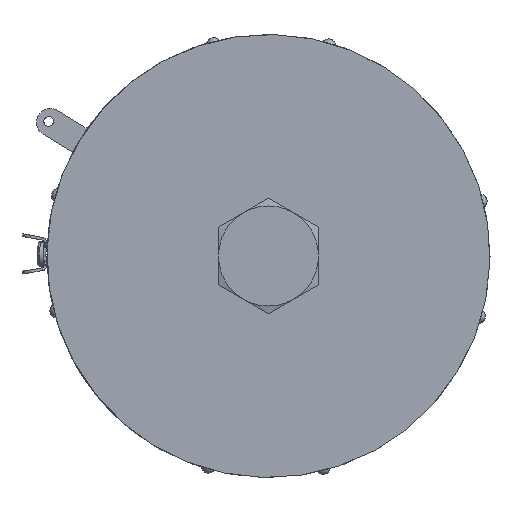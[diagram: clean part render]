
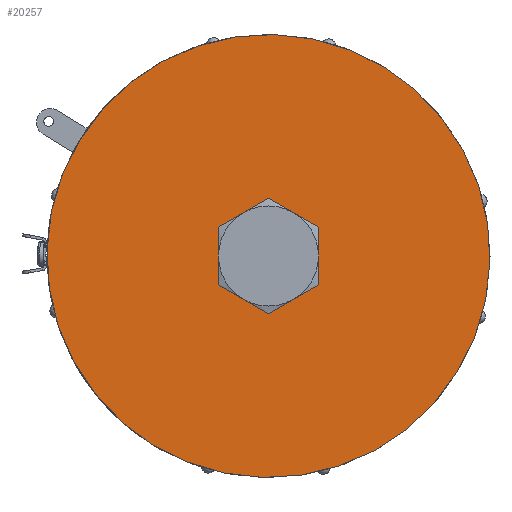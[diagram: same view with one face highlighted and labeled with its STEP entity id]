
A CAD part, left-side view. The second image highlights one B-rep face of the part: STEP entity #20257.
In plain terms, the highlighted planar face has unit normal (-1, 0, 0).
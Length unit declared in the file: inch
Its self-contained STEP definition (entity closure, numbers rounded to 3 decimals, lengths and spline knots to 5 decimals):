
#11212=CARTESIAN_POINT('',(-5.889,0.,0.));
#11213=DIRECTION('',(1.,0.,0.));
#11214=DIRECTION('',(0.,0.026,-1.));
#11215=AXIS2_PLACEMENT_3D('',#11212,#11213,#11214);
#11243=CARTESIAN_POINT('',(-5.889,0.,0.));
#11244=DIRECTION('',(-1.,0.,0.));
#11245=DIRECTION('',(0.,0.026,-1.));
#11246=AXIS2_PLACEMENT_3D('',#11243,#11244,#11245);
#11248=CARTESIAN_POINT('',(-5.889,0.,0.));
#11249=DIRECTION('',(-1.,0.,0.));
#11250=DIRECTION('',(0.,-0.5,0.866));
#11251=AXIS2_PLACEMENT_3D('',#11248,#11249,#11250);
#11253=CARTESIAN_POINT('',(-5.889,0.,0.));
#11254=DIRECTION('',(-1.,0.,0.));
#11255=DIRECTION('',(0.,0.5,0.866));
#11256=AXIS2_PLACEMENT_3D('',#11253,#11254,#11255);
#11258=CARTESIAN_POINT('',(-5.889,0.,0.));
#11259=DIRECTION('',(-1.,0.,0.));
#11260=DIRECTION('',(0.,1.,0.));
#11261=AXIS2_PLACEMENT_3D('',#11258,#11259,#11260);
#11263=CARTESIAN_POINT('',(-5.889,0.,0.));
#11264=DIRECTION('',(-1.,0.,0.));
#11265=DIRECTION('',(0.,0.5,-0.866));
#11266=AXIS2_PLACEMENT_3D('',#11263,#11264,#11265);
#11268=CARTESIAN_POINT('',(-5.889,0.,0.));
#11269=DIRECTION('',(-1.,0.,0.));
#11270=DIRECTION('',(0.,-0.5,-0.866));
#11271=AXIS2_PLACEMENT_3D('',#11268,#11269,#11270);
#11273=CARTESIAN_POINT('',(-5.889,0.,0.));
#11274=DIRECTION('',(-1.,0.,0.));
#11275=DIRECTION('',(0.,-1.,0.));
#11276=AXIS2_PLACEMENT_3D('',#11273,#11274,#11275);
#13384=CARTESIAN_POINT('',(-5.889,0.04345,-1.65943));
#13386=VERTEX_POINT('',#13384);
#13388=CARTESIAN_POINT('',(-5.889,-0.04345,1.65943));
#13390=VERTEX_POINT('',#13388);
#13454=CARTESIAN_POINT('',(-5.889,-0.1875,0.32476));
#13455=CARTESIAN_POINT('',(-5.889,0.1875,0.32476));
#13456=VERTEX_POINT('',#13454);
#13457=VERTEX_POINT('',#13455);
#13458=CARTESIAN_POINT('',(-5.889,0.375,0.));
#13459=VERTEX_POINT('',#13458);
#13460=CARTESIAN_POINT('',(-5.889,0.1875,-0.32476));
#13461=VERTEX_POINT('',#13460);
#13462=CARTESIAN_POINT('',(-5.889,-0.1875,-0.32476));
#13463=VERTEX_POINT('',#13462);
#13464=CARTESIAN_POINT('',(-5.889,-0.375,0.));
#13465=VERTEX_POINT('',#13464);
#20234=CARTESIAN_POINT('',(-5.889,0.,0.));
#20235=DIRECTION('',(-1.,0.,0.));
#20236=DIRECTION('',(0.,-0.026,1.));
#20237=AXIS2_PLACEMENT_3D('',#20234,#20235,#20236);
#20238=PLANE('',#20237);
#20239=ORIENTED_EDGE('',*,*,#20227,.F.);
#20240=ORIENTED_EDGE('',*,*,#20189,.T.);
#20241=EDGE_LOOP('',(#20239,#20240));
#20242=FACE_OUTER_BOUND('',#20241,.F.);
#20244=ORIENTED_EDGE('',*,*,#20243,.T.);
#20246=ORIENTED_EDGE('',*,*,#20245,.T.);
#20248=ORIENTED_EDGE('',*,*,#20247,.T.);
#20250=ORIENTED_EDGE('',*,*,#20249,.T.);
#20252=ORIENTED_EDGE('',*,*,#20251,.T.);
#20254=ORIENTED_EDGE('',*,*,#20253,.T.);
#20255=EDGE_LOOP('',(#20244,#20246,#20248,#20250,#20252,#20254));
#20256=FACE_BOUND('',#20255,.F.);
#20257=ADVANCED_FACE('',(#20242,#20256),#20238,.T.);
#11216=CIRCLE('',#11215,1.66);
#11247=CIRCLE('',#11246,1.66);
#11252=CIRCLE('',#11251,0.375);
#11257=CIRCLE('',#11256,0.375);
#11262=CIRCLE('',#11261,0.375);
#11267=CIRCLE('',#11266,0.375);
#11272=CIRCLE('',#11271,0.375);
#11277=CIRCLE('',#11276,0.375);
#20189=EDGE_CURVE('',#13386,#13390,#11216,.T.);
#20227=EDGE_CURVE('',#13386,#13390,#11247,.T.);
#20243=EDGE_CURVE('',#13456,#13457,#11252,.T.);
#20245=EDGE_CURVE('',#13457,#13459,#11257,.T.);
#20247=EDGE_CURVE('',#13459,#13461,#11262,.T.);
#20249=EDGE_CURVE('',#13461,#13463,#11267,.T.);
#20251=EDGE_CURVE('',#13463,#13465,#11272,.T.);
#20253=EDGE_CURVE('',#13465,#13456,#11277,.T.);
